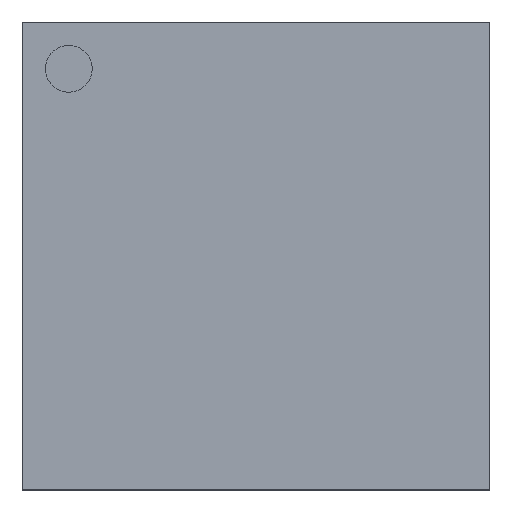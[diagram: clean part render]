
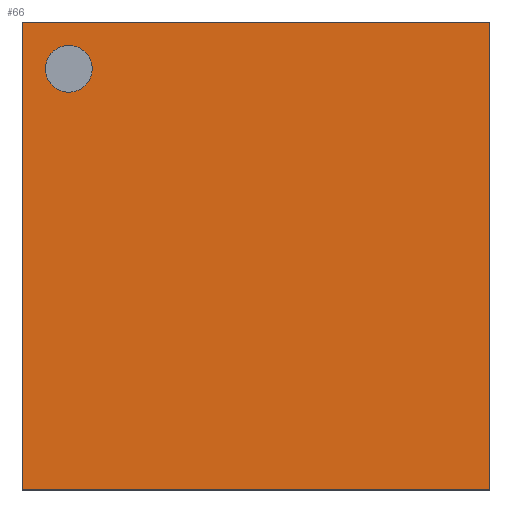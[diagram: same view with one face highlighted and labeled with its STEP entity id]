
A CAD part, top view. The second image highlights one B-rep face of the part: STEP entity #66.
In plain terms, the highlighted planar face has unit normal (0, 0, 1).
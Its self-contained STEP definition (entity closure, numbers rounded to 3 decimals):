
#13=DIRECTION('',(0.,0.,1.));
#24=VERTEX_POINT('',#25);
#25=CARTESIAN_POINT('',(-4.5,-4.5,1.1));
#33=VECTOR('',#34,1.);
#34=DIRECTION('',(0.,1.,0.));
#37=VERTEX_POINT('',#38);
#38=CARTESIAN_POINT('',(-4.5,4.5,1.1));
#40=ORIENTED_EDGE('',*,*,#41,.F.);
#41=EDGE_CURVE('',#24,#37,#42,.T.);
#42=LINE('',#25,#33);
#45=DIRECTION('',(1.,0.,0.));
#54=VECTOR('',#45,1.);
#56=ORIENTED_EDGE('',*,*,#57,.T.);
#57=EDGE_CURVE('',#24,#58,#60,.T.);
#58=VERTEX_POINT('',#59);
#59=CARTESIAN_POINT('',(4.5,-4.5,1.1));
#60=LINE('',#25,#54);
#66=ADVANCED_FACE('',(#67,#77),#87,.T.);
#67=FACE_BOUND('',#68,.T.);
#68=EDGE_LOOP('',(#40,#56,#69,#74));
#69=ORIENTED_EDGE('',*,*,#70,.T.);
#70=EDGE_CURVE('',#58,#71,#73,.T.);
#71=VERTEX_POINT('',#72);
#72=CARTESIAN_POINT('',(4.5,4.5,1.1));
#73=LINE('',#59,#33);
#74=ORIENTED_EDGE('',*,*,#75,.F.);
#75=EDGE_CURVE('',#37,#71,#76,.T.);
#76=LINE('',#38,#54);
#77=FACE_BOUND('',#78,.T.);
#78=EDGE_LOOP('',(#79));
#79=ORIENTED_EDGE('',*,*,#80,.T.);
#80=EDGE_CURVE('',#81,#81,#83,.T.);
#81=VERTEX_POINT('',#82);
#82=CARTESIAN_POINT('',(-3.15,3.6,1.1));
#83=CIRCLE('',#84,0.45);
#84=AXIS2_PLACEMENT_3D('',#85,#86,#45);
#85=CARTESIAN_POINT('',(-3.6,3.6,1.1));
#86=DIRECTION('',(0.,0.,-1.));
#87=PLANE('',#88);
#88=AXIS2_PLACEMENT_3D('',#25,#13,#45);
